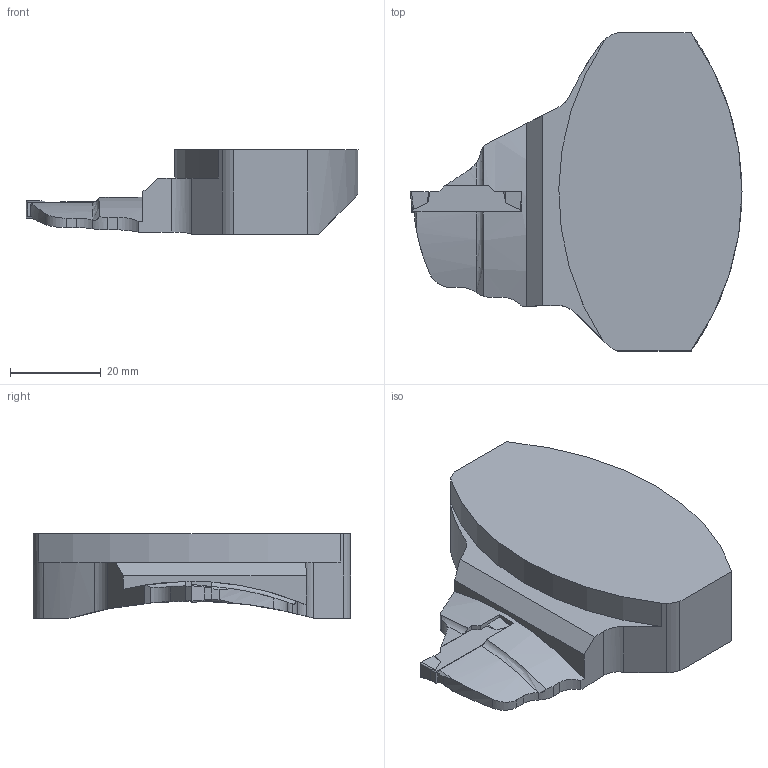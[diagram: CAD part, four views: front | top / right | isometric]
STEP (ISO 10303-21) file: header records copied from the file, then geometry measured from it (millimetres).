
FILE_DESCRIPTION(/* description */ (''),/* implementation_level */ '2;1');
FILE_NAME(/* name */ '1662644385975.stp',/* time_stamp */ '2022-09-08T15:39:51+02:00',/* author */ (''),/* organization */ ('SMS'),/* preprocessor_version */ 'ST-DEVELOPER v16.7',/* originating_system */ 'SIEMENS PLM Software NX 12.0',/* authorisation */ '');
FILE_SCHEMA (('AUTOMOTIVE_DESIGN { 1 0 10303 214 3 1 1 1 }'));
Length unit declared in the file: millimetre
Products named in the file (4): 204177158nuc000_00; ASSEMBLY_CONSTRUCTION; 204295893mod000_00; 204295894mod000_00
Assembly tree (3 placements, depth 2):
  204295894mod000_00
    204295893mod000_00
    ASSEMBLY_CONSTRUCTION
    204177158nuc000_00
Bounding box: 73.1 x 70 x 18.7 mm (x, y, z)
Volume: 43518.1 mm3; surface area: 10341.6 mm2
Topology: 2 solids, 2 shells, 74 faces, 213 edges, 150 vertices
Faces by surface type: plane 43, cylinder 21, extrusion 6, torus 2, cone 2
Entity records: 3674 total; most frequent: CARTESIAN_POINT 1585, ORIENTED_EDGE 422, DIRECTION 385, EDGE_CURVE 211, VERTEX_POINT 141, VECTOR 131, AXIS2_PLACEMENT_3D 127, LINE 125
